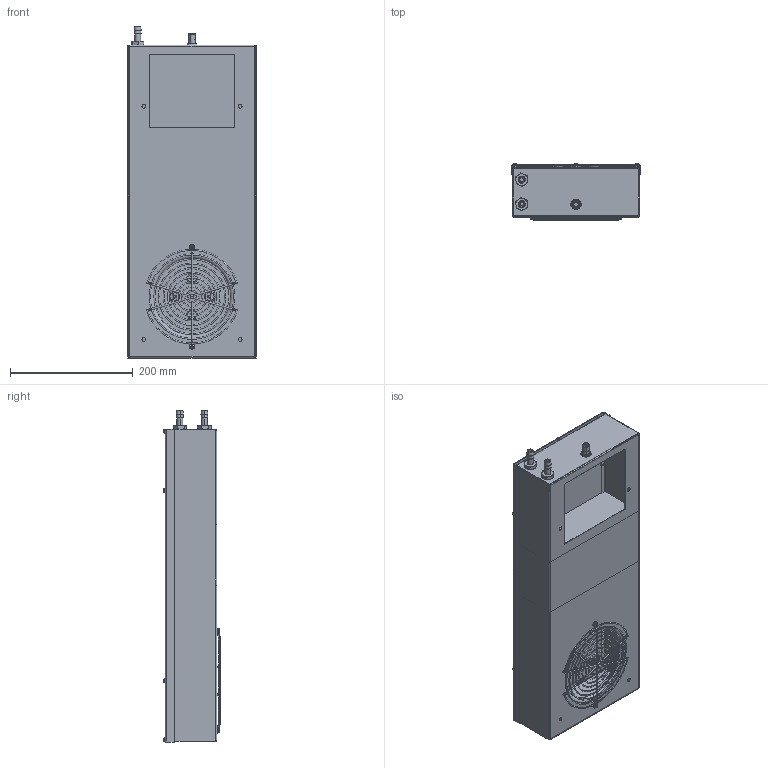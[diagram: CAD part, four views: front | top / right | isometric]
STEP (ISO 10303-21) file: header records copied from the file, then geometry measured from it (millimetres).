
FILE_DESCRIPTION (( 'STEP AP214' ), '1' );
FILE_NAME ('3116-0700-23S03.STEP', '2018-04-25T13:33:57', ( '' ), ( '' ), 'SwSTEP 2.0', 'SolidWorks 2017', '' );
FILE_SCHEMA (( 'AUTOMOTIVE_DESIGN' ));
Length unit declared in the file: millimetre
Products named in the file (8): 8000-7985-04-06; W0159058~0; Blindnietmutter_M8_offen_rund_gr_Senkkopf; 3114-0016-05-00~0; W0155576~0; 3116-0700-23S03; 8000-7981-03-09; W0155577~0
Assembly tree (18 placements, depth 2):
  3116-0700-23S03
    W0155576~0
    W0155577~0
    8000-7981-03-09  x8
    Blindnietmutter_M8_offen_rund_gr_Senkkopf
    8000-7985-04-06  x4
    3114-0016-05-00~0
    W0159058~0  x2
Bounding box: 209.5 x 92.49 x 541 mm (x, y, z)
Volume: 1956069.3 mm3; surface area: 683706.6 mm2
Topology: 18 solids, 18 shells, 1184 faces, 3284 edges, 2134 vertices
Faces by surface type: cylinder 506, plane 424, torus 130, cone 76, bspline 24, sphere 24
Entity records: 34795 total; most frequent: CARTESIAN_POINT 11725, DIRECTION 4967, ORIENTED_EDGE 4748, EDGE_CURVE 2374, AXIS2_PLACEMENT_3D 2042, VERTEX_POINT 1562, CIRCLE 1211, EDGE_LOOP 1010
